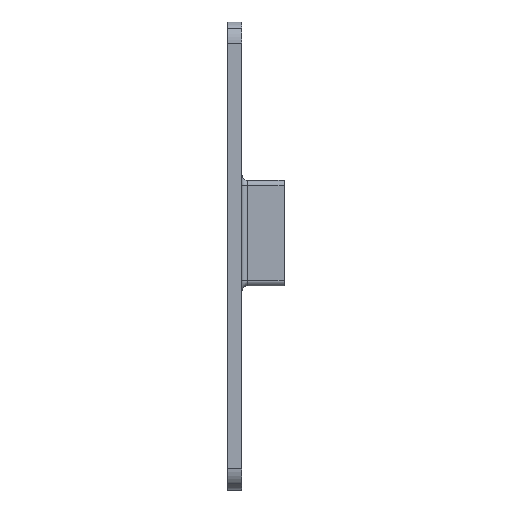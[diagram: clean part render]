
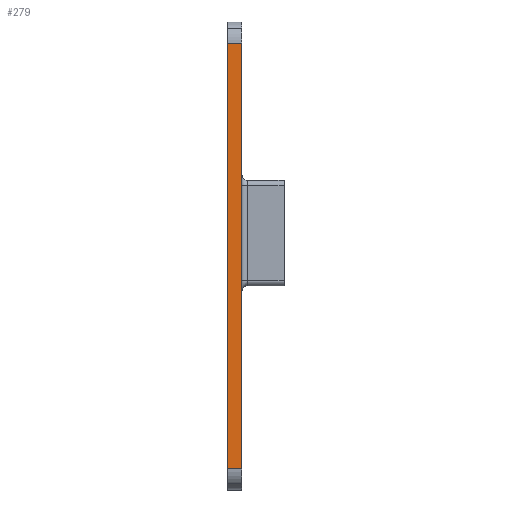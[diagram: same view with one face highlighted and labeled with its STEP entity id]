
A CAD part, left-side view. The second image highlights one B-rep face of the part: STEP entity #279.
In plain terms, the highlighted planar face has unit normal (-1, 0, 0).
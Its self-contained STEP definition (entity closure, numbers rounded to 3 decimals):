
#62 = VERTEX_POINT ( 'NONE', #1017 ) ;
#63 = LINE ( 'NONE', #1245, #592 ) ;
#123 = ORIENTED_EDGE ( 'NONE', *, *, #1050, .T. ) ;
#165 = VECTOR ( 'NONE', #1117, 1000. ) ;
#255 = AXIS2_PLACEMENT_3D ( 'NONE', #1130, #867, #708 ) ;
#279 = ADVANCED_FACE ( 'NONE', ( #1527 ), #1519, .F. ) ;
#322 = EDGE_CURVE ( 'NONE', #1479, #454, #978, .T. ) ;
#327 = DIRECTION ( 'NONE',  ( 0., 0., -1. ) ) ;
#416 = ORIENTED_EDGE ( 'NONE', *, *, #322, .T. ) ;
#419 = DIRECTION ( 'NONE',  ( 0., 1., 0. ) ) ;
#454 = VERTEX_POINT ( 'NONE', #1046 ) ;
#592 = VECTOR ( 'NONE', #1643, 1000. ) ;
#667 = CARTESIAN_POINT ( 'NONE',  ( -1.522, 53.396, 81.069 ) ) ;
#708 = DIRECTION ( 'NONE',  ( 0., 0., -1. ) ) ;
#724 = EDGE_CURVE ( 'NONE', #975, #62, #63, .T. ) ;
#749 = EDGE_LOOP ( 'NONE', ( #416, #1236, #1471, #123 ) ) ;
#838 = CARTESIAN_POINT ( 'NONE',  ( -1.522, 57.396, 81.069 ) ) ;
#867 = DIRECTION ( 'NONE',  ( 1., 0., 0. ) ) ;
#972 = CARTESIAN_POINT ( 'NONE',  ( -1.522, 57.396, 202.076 ) ) ;
#975 = VERTEX_POINT ( 'NONE', #1079 ) ;
#978 = LINE ( 'NONE', #838, #1458 ) ;
#989 = CARTESIAN_POINT ( 'NONE',  ( -1.522, 53.396, 202.076 ) ) ;
#1017 = CARTESIAN_POINT ( 'NONE',  ( -1.522, 53.396, 81.069 ) ) ;
#1046 = CARTESIAN_POINT ( 'NONE',  ( -1.522, 57.396, 81.069 ) ) ;
#1050 = EDGE_CURVE ( 'NONE', #975, #1479, #1243, .T. ) ;
#1079 = CARTESIAN_POINT ( 'NONE',  ( -1.522, 53.396, 202.076 ) ) ;
#1117 = DIRECTION ( 'NONE',  ( 0., 1., 0. ) ) ;
#1130 = CARTESIAN_POINT ( 'NONE',  ( -1.522, 53.396, 81.069 ) ) ;
#1236 = ORIENTED_EDGE ( 'NONE', *, *, #1327, .F. ) ;
#1243 = LINE ( 'NONE', #989, #165 ) ;
#1245 = CARTESIAN_POINT ( 'NONE',  ( -1.522, 53.396, 81.069 ) ) ;
#1327 = EDGE_CURVE ( 'NONE', #62, #454, #1351, .T. ) ;
#1351 = LINE ( 'NONE', #667, #1614 ) ;
#1458 = VECTOR ( 'NONE', #327, 1000. ) ;
#1471 = ORIENTED_EDGE ( 'NONE', *, *, #724, .F. ) ;
#1479 = VERTEX_POINT ( 'NONE', #972 ) ;
#1519 = PLANE ( 'NONE',  #255 ) ;
#1527 = FACE_OUTER_BOUND ( 'NONE', #749, .T. ) ;
#1614 = VECTOR ( 'NONE', #419, 1000. ) ;
#1643 = DIRECTION ( 'NONE',  ( 0., 0., -1. ) ) ;
